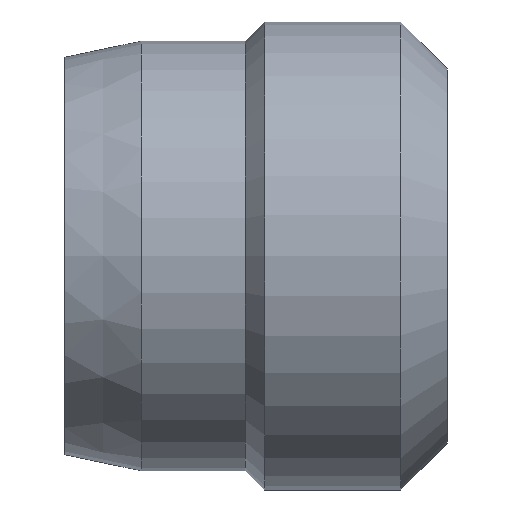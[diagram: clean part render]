
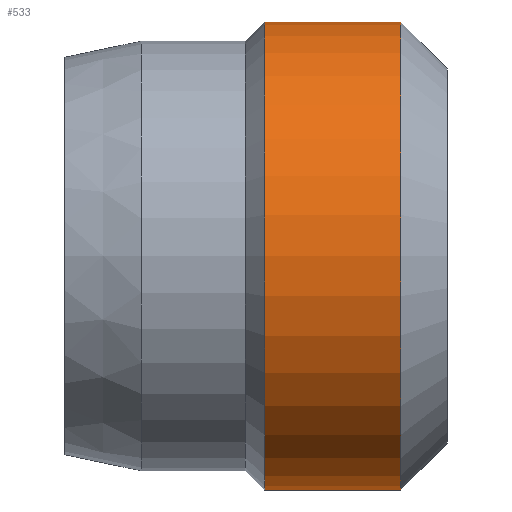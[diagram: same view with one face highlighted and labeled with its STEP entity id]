
A CAD part, top view. The second image highlights one B-rep face of the part: STEP entity #533.
In plain terms, the highlighted cylindrical face has radius 5.5 mm (diameter 11 mm), a partial arc.
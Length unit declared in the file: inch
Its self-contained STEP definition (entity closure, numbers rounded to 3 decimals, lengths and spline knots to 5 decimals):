
#124=DIRECTION('',(1.,0.,0.));
#125=VECTOR('',#124,0.12598);
#126=CARTESIAN_POINT('',(0.18504,-0.21654,0.));
#127=LINE('',#126,#125);
#131=DIRECTION('',(1.,0.,0.));
#132=VECTOR('',#131,0.12598);
#133=CARTESIAN_POINT('',(0.18504,0.21654,0.));
#134=LINE('',#133,#132);
#198=CARTESIAN_POINT('',(0.18504,0.,0.));
#199=DIRECTION('',(-1.,0.,0.));
#200=DIRECTION('',(0.,-1.,0.));
#201=AXIS2_PLACEMENT_3D('',#198,#199,#200);
#213=CARTESIAN_POINT('',(0.31102,0.,0.));
#214=DIRECTION('',(1.,0.,0.));
#215=DIRECTION('',(0.,1.,0.));
#216=AXIS2_PLACEMENT_3D('',#213,#214,#215);
#405=CARTESIAN_POINT('',(0.31102,0.21654,0.));
#407=VERTEX_POINT('',#405);
#409=CARTESIAN_POINT('',(0.31102,-0.21654,0.));
#411=VERTEX_POINT('',#409);
#444=CARTESIAN_POINT('',(0.18504,0.21654,0.));
#445=CARTESIAN_POINT('',(0.18504,-0.21654,0.));
#446=VERTEX_POINT('',#444);
#447=VERTEX_POINT('',#445);
#521=CARTESIAN_POINT('',(0.24803,0.,0.));
#522=DIRECTION('',(1.,0.,0.));
#523=DIRECTION('',(0.,1.,0.));
#524=AXIS2_PLACEMENT_3D('',#521,#522,#523);
#525=CYLINDRICAL_SURFACE('',#524,0.21654);
#526=ORIENTED_EDGE('',*,*,#515,.T.);
#527=ORIENTED_EDGE('',*,*,#459,.T.);
#529=ORIENTED_EDGE('',*,*,#528,.T.);
#530=ORIENTED_EDGE('',*,*,#455,.F.);
#531=EDGE_LOOP('',(#526,#527,#529,#530));
#532=FACE_OUTER_BOUND('',#531,.F.);
#533=ADVANCED_FACE('',(#532),#525,.T.);
#202=CIRCLE('',#201,0.21654);
#217=CIRCLE('',#216,0.21654);
#455=EDGE_CURVE('',#447,#411,#127,.T.);
#459=EDGE_CURVE('',#446,#407,#134,.T.);
#515=EDGE_CURVE('',#447,#446,#202,.T.);
#528=EDGE_CURVE('',#407,#411,#217,.T.);
